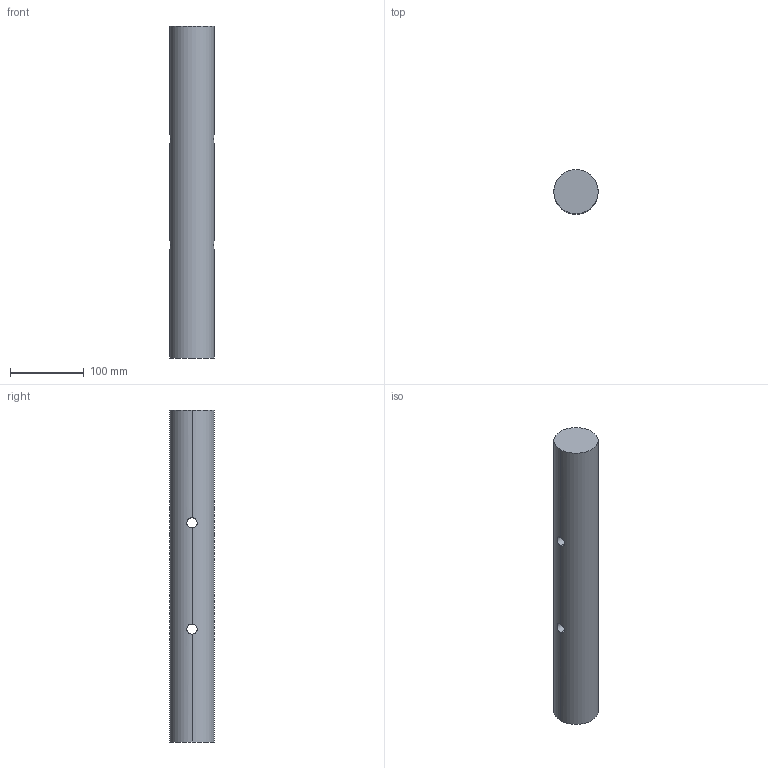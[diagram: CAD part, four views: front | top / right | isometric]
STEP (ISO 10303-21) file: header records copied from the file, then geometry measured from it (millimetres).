
FILE_DESCRIPTION (( 'STEP AP203' ), '1' );
FILE_NAME ('Arm_shaft_Default_sldprt.STEP', '2018-06-15T18:09:59', ( '' ), ( '' ), 'SwSTEP 2.0', 'SolidWorks 2017', '' );
FILE_SCHEMA (( 'CONFIG_CONTROL_DESIGN' ));
Length unit declared in the file: millimetre
Products named in the file (1): Arm_shaft_Default_sldprt
Bounding box: 60 x 60 x 450 mm (x, y, z)
Volume: 1253999 mm3; surface area: 95063.1 mm2
Topology: 1 solids, 1 shells, 8 faces, 22 edges, 12 vertices
Faces by surface type: cylinder 6, plane 2
Entity records: 679 total; most frequent: CARTESIAN_POINT 407, ORIENTED_EDGE 44, DIRECTION 36, EDGE_CURVE 22, AXIS2_PLACEMENT_3D 13, VERTEX_POINT 12, LINE 10, VECTOR 10
